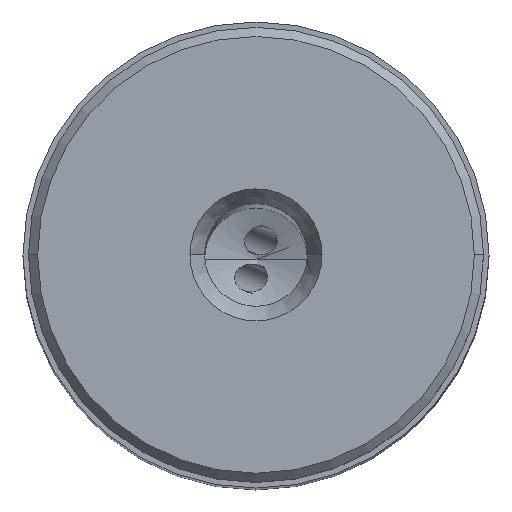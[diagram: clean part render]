
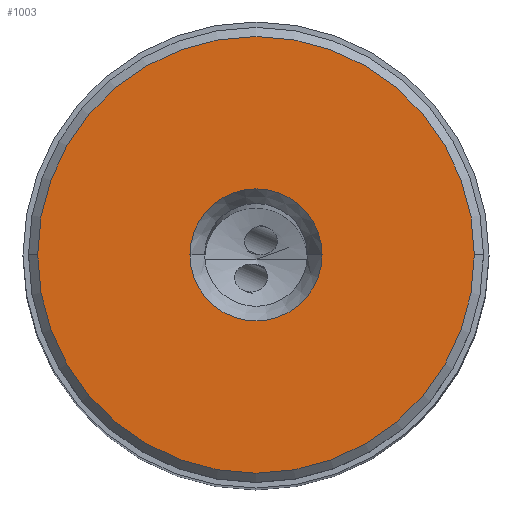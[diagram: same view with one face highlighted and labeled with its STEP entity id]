
A CAD part, top view. The second image highlights one B-rep face of the part: STEP entity #1003.
In plain terms, the highlighted planar face has unit normal (0, 0, 1).
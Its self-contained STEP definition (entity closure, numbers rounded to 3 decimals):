
#1003=ADVANCED_FACE('',(#1198,#1199),#1174,.T.);
#1174=PLANE('',#5606);
#1198=FACE_BOUND('',#1379,.T.);
#1199=FACE_BOUND('',#1380,.T.);
#1379=EDGE_LOOP('',(#2837,#2838,#2839));
#1380=EDGE_LOOP('',(#2840,#2841));
#1643=CIRCLE('',#5597,14.875);
#1644=CIRCLE('',#5598,14.875);
#1645=CIRCLE('',#5600,14.875);
#1647=CIRCLE('',#5604,4.5);
#1648=CIRCLE('',#5605,4.5);
#2837=ORIENTED_EDGE('',*,*,#4491,.F.);
#2838=ORIENTED_EDGE('',*,*,#4489,.F.);
#2839=ORIENTED_EDGE('',*,*,#4488,.F.);
#2840=ORIENTED_EDGE('',*,*,#4493,.F.);
#2841=ORIENTED_EDGE('',*,*,#4494,.F.);
#3783=VERTEX_POINT('',#11884);
#3784=VERTEX_POINT('',#11886);
#3785=VERTEX_POINT('',#11888);
#3786=VERTEX_POINT('',#11896);
#3787=VERTEX_POINT('',#11897);
#4488=EDGE_CURVE('',#3783,#3784,#1643,.T.);
#4489=EDGE_CURVE('',#3784,#3785,#1644,.T.);
#4491=EDGE_CURVE('',#3785,#3783,#1645,.T.);
#4493=EDGE_CURVE('',#3786,#3787,#1647,.T.);
#4494=EDGE_CURVE('',#3787,#3786,#1648,.T.);
#5597=AXIS2_PLACEMENT_3D('',#11885,#6710,#6711);
#5598=AXIS2_PLACEMENT_3D('',#11887,#6712,#6713);
#5600=AXIS2_PLACEMENT_3D('',#11891,#6717,#6718);
#5604=AXIS2_PLACEMENT_3D('',#11895,#6725,#6726);
#5605=AXIS2_PLACEMENT_3D('',#11898,#6727,#6728);
#5606=AXIS2_PLACEMENT_3D('',#11899,#6729,#6730);
#6710=DIRECTION('',(0.,0.,-1.));
#6711=DIRECTION('',(1.,0.,0.));
#6712=DIRECTION('',(0.,0.,-1.));
#6713=DIRECTION('',(0.,-1.,0.));
#6717=DIRECTION('',(0.,0.,-1.));
#6718=DIRECTION('',(-1.,0.,0.));
#6725=DIRECTION('',(0.,0.,1.));
#6726=DIRECTION('',(-1.,0.,0.));
#6727=DIRECTION('',(0.,0.,1.));
#6728=DIRECTION('',(1.,0.,0.));
#6729=DIRECTION('',(0.,0.,1.));
#6730=DIRECTION('',(-1.,0.,0.));
#11884=CARTESIAN_POINT('',(14.875,0.,0.));
#11885=CARTESIAN_POINT('',(0.,0.,0.));
#11886=CARTESIAN_POINT('',(0.,-14.875,0.));
#11887=CARTESIAN_POINT('',(0.,0.,0.));
#11888=CARTESIAN_POINT('',(-14.875,0.,0.));
#11891=CARTESIAN_POINT('',(0.,0.,0.));
#11895=CARTESIAN_POINT('',(0.,0.,0.));
#11896=CARTESIAN_POINT('',(-4.5,0.,0.));
#11897=CARTESIAN_POINT('',(4.5,0.,0.));
#11898=CARTESIAN_POINT('',(0.,0.,0.));
#11899=CARTESIAN_POINT('',(0.,0.,0.));
